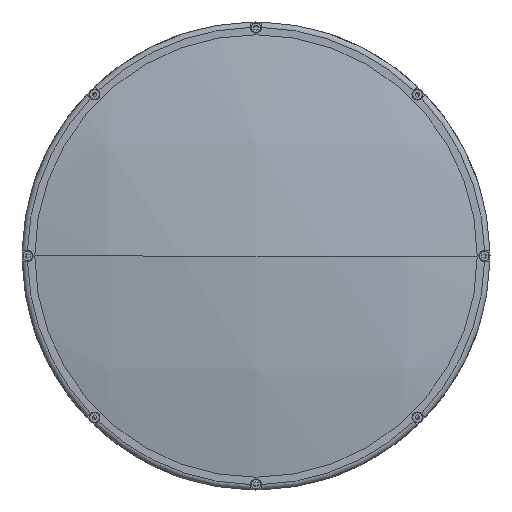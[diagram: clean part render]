
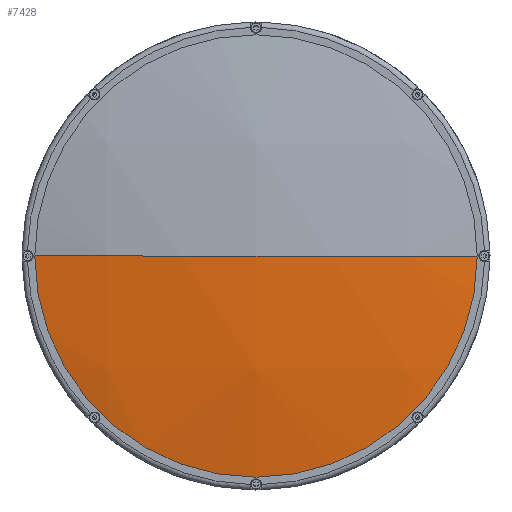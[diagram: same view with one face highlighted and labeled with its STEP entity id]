
A CAD part, left-side view. The second image highlights one B-rep face of the part: STEP entity #7428.
In plain terms, the highlighted spherical face has radius 606 mm.
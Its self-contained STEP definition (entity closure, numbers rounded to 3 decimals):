
#114 = ORIENTED_EDGE ( 'NONE', *, *, #235, .F. ) ;
#158 = AXIS2_PLACEMENT_3D ( 'NONE', #3054, #412, #4992 ) ;
#235 = EDGE_CURVE ( 'NONE', #6133, #7279, #7639, .T. ) ;
#412 = DIRECTION ( 'NONE',  ( -1., 0., 0. ) ) ;
#517 = DIRECTION ( 'NONE',  ( 0., 0., -1. ) ) ;
#749 = CARTESIAN_POINT ( 'NONE',  ( -560.373, 0., 0. ) ) ;
#1141 = CARTESIAN_POINT ( 'NONE',  ( 45.627, 0., 0. ) ) ;
#1593 = CARTESIAN_POINT ( 'NONE',  ( 45.627, 0., 0. ) ) ;
#1625 = DIRECTION ( 'NONE',  ( 0., 0., 1. ) ) ;
#1836 = CIRCLE ( 'NONE', #2378, 606. ) ;
#2378 = AXIS2_PLACEMENT_3D ( 'NONE', #8412, #517, #8495 ) ;
#2512 = SPHERICAL_SURFACE ( 'NONE', #7602, 606. ) ;
#3054 = CARTESIAN_POINT ( 'NONE',  ( -547.362, 0., 0. ) ) ;
#3331 = ORIENTED_EDGE ( 'NONE', *, *, #3634, .T. ) ;
#3634 = EDGE_CURVE ( 'NONE', #3697, #7279, #1836, .T. ) ;
#3697 = VERTEX_POINT ( 'NONE', #4591 ) ;
#4264 = EDGE_LOOP ( 'NONE', ( #5386, #3331, #114 ) ) ;
#4265 = DIRECTION ( 'NONE',  ( 0., -1., 0. ) ) ;
#4591 = CARTESIAN_POINT ( 'NONE',  ( -547.362, -124.9, 0. ) ) ;
#4802 = FACE_OUTER_BOUND ( 'NONE', #4264, .T. ) ;
#4992 = DIRECTION ( 'NONE',  ( 0., 0., 1. ) ) ;
#5386 = ORIENTED_EDGE ( 'NONE', *, *, #6036, .T. ) ;
#5753 = CARTESIAN_POINT ( 'NONE',  ( -547.362, 124.9, 0. ) ) ;
#6036 = EDGE_CURVE ( 'NONE', #6133, #3697, #7085, .T. ) ;
#6133 = VERTEX_POINT ( 'NONE', #5753 ) ;
#6546 = AXIS2_PLACEMENT_3D ( 'NONE', #1593, #1625, #4265 ) ;
#7035 = DIRECTION ( 'NONE',  ( 0., 1., 0. ) ) ;
#7085 = CIRCLE ( 'NONE', #158, 124.9 ) ;
#7279 = VERTEX_POINT ( 'NONE', #749 ) ;
#7428 = ADVANCED_FACE ( 'NONE', ( #4802 ), #2512, .T. ) ;
#7602 = AXIS2_PLACEMENT_3D ( 'NONE', #1141, #8366, #7035 ) ;
#7639 = CIRCLE ( 'NONE', #6546, 606. ) ;
#8366 = DIRECTION ( 'NONE',  ( 0., 0., -1. ) ) ;
#8412 = CARTESIAN_POINT ( 'NONE',  ( 45.627, 0., 0. ) ) ;
#8495 = DIRECTION ( 'NONE',  ( 0., 1., 0. ) ) ;
